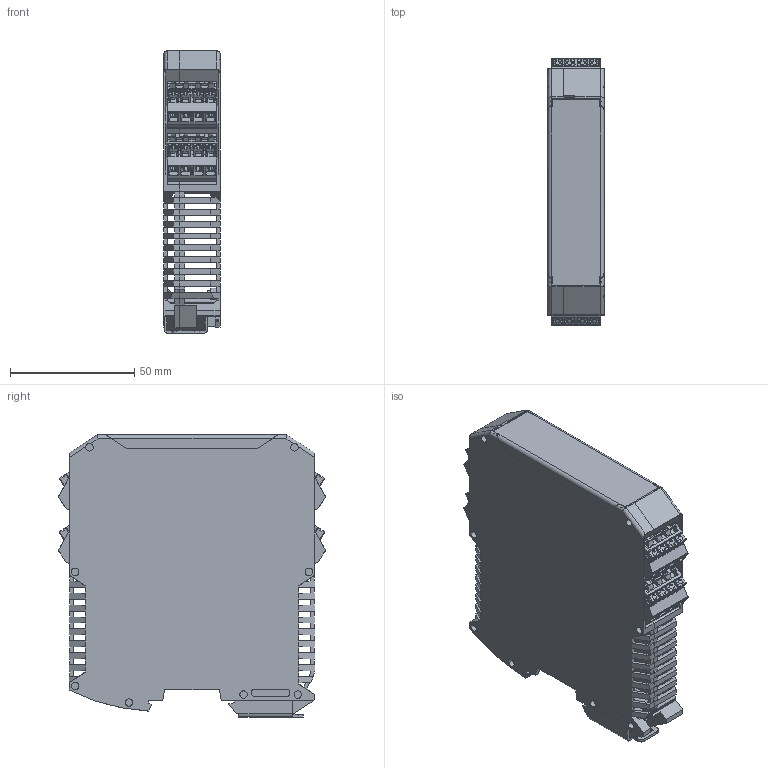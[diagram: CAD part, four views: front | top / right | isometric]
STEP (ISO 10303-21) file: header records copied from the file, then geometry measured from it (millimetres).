
FILE_DESCRIPTION(/* description */ ('Alibre Inc.'),/* implementation_level */ '2;1');
FILE_NAME(/* name */ 'export0',/* time_stamp */ '2017-04-03T11:34:19+02:00',/* author */ (''),/* organization */ (''),/* preprocessor_version */ 'ST-DEVELOPER v14',/* originating_system */ 'Alibre',/* authorisation */ '');
FILE_SCHEMA (('AUTOMOTIVE_DESIGN'));
Length unit declared in the file: millimetre
Products named in the file (11): ID_1
Bounding box: 22.6 x 107.75 x 113.6 mm (x, y, z)
Volume: 66418.4 mm3; surface area: 89594.6 mm2
Topology: 18 solids, 18 shells, 6856 faces, 18870 edges, 12206 vertices
Faces by surface type: plane 5421, cylinder 1237, torus 68, cone 66, sphere 64
Full cylindrical faces by diameter (mm): 2.08 x4, 2.1 x8
Entity records: 83807 total; most frequent: CARTESIAN_POINT 15783, ORIENTED_EDGE 15270, DIRECTION 11046, EDGE_CURVE 7632, VECTOR 6465, LINE 6465, VERTEX_POINT 4969, AXIS2_PLACEMENT_3D 3313
